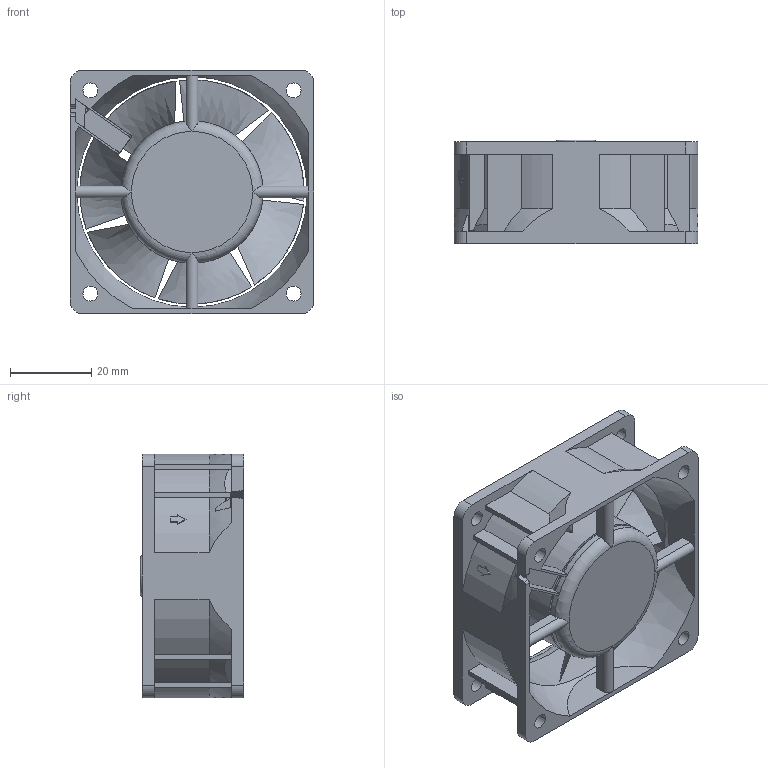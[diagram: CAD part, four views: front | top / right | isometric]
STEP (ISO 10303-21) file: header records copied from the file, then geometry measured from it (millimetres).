
FILE_DESCRIPTION(/* description */ (''),/* implementation_level */ '2;1');
FILE_NAME(/* name */ '612N_2M_RBT.ipt.step',/* time_stamp */ '2014-01-01T17:38:44-08:00',/* author */ ('Philip'),/* organization */ (''),/* preprocessor_version */ 'ST-DEVELOPER v15.2',/* originating_system */ 'Autodesk Inventor 2014',/* authorisation */ '');
FILE_SCHEMA (('CONFIG_CONTROL_DESIGN','AUTOMOTIVE_DESIGN { 1 0 10303 214 3 1 1 }'));
Length unit declared in the file: inch
Products named in the file (1): 612N_2M_RBT
Bounding box: 60 x 25.51 x 60 mm (x, y, z)
Volume: 34769.1 mm3; surface area: 27653.9 mm2
Topology: 2 solids, 2 shells, 406 faces, 1160 edges, 766 vertices
Faces by surface type: plane 272, cylinder 85, bspline 42, torus 7
Full cylindrical faces by diameter (mm): 2.464 x1, 3.175 x1, 3.7 x8, 30.988 x1, 35.052 x1, 56.693 x1
Entity records: 15025 total; most frequent: CARTESIAN_POINT 4506, ORIENTED_EDGE 2278, DIRECTION 1996, EDGE_CURVE 1139, LINE 802, VECTOR 802, VERTEX_POINT 763, AXIS2_PLACEMENT_3D 597
